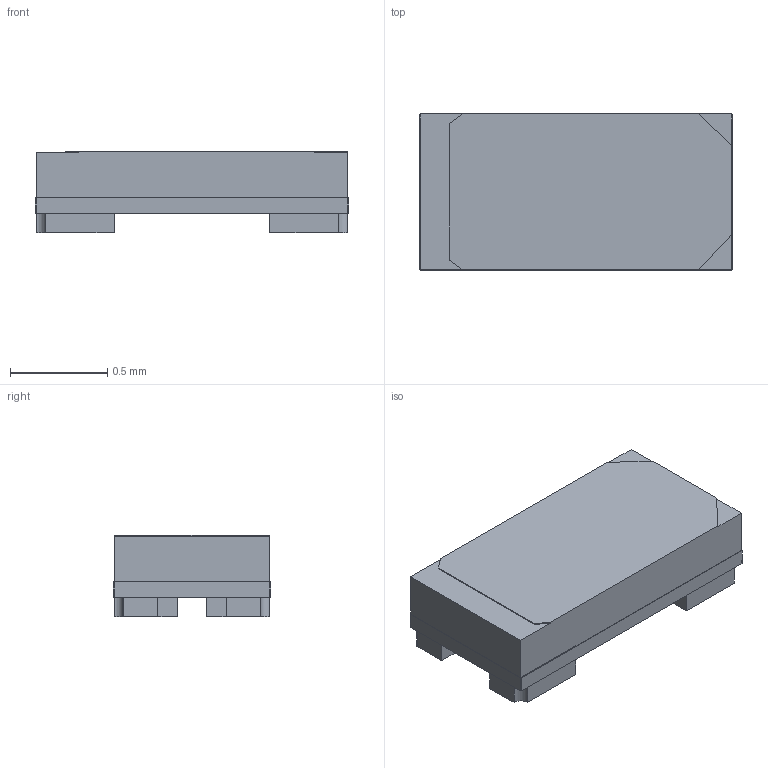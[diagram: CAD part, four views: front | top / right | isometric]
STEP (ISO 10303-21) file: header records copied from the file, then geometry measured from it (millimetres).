
FILE_DESCRIPTION(/* description */ (''),/* implementation_level */ '2;1');
FILE_NAME(/* name */ 'LED_RGB_SMD_0603.step',/* time_stamp */ '2023-10-03T14:44:27+02:00',/* author */ (''),/* organization */ (''),/* preprocessor_version */ 'ST-DEVELOPER v19.2',/* originating_system */ 'Autodesk Translation Framework v12.6.0.85',/* authorisation */ '');
FILE_SCHEMA (('AUTOMOTIVE_DESIGN { 1 0 10303 214 3 1 1 }'));
Length unit declared in the file: millimetre
Products named in the file (1): LED_RGB_SMD_0603
Bounding box: 1.61 x 0.81 x 0.42 mm (x, y, z)
Volume: 0.5 mm3; surface area: 4.7 mm2
Topology: 1 solids, 1 shells, 63 faces, 159 edges, 102 vertices
Faces by surface type: plane 59, cylinder 4
Entity records: 1932 total; most frequent: CARTESIAN_POINT 325, ORIENTED_EDGE 318, DIRECTION 295, EDGE_CURVE 159, LINE 151, VECTOR 151, VERTEX_POINT 102, AXIS2_PLACEMENT_3D 72
